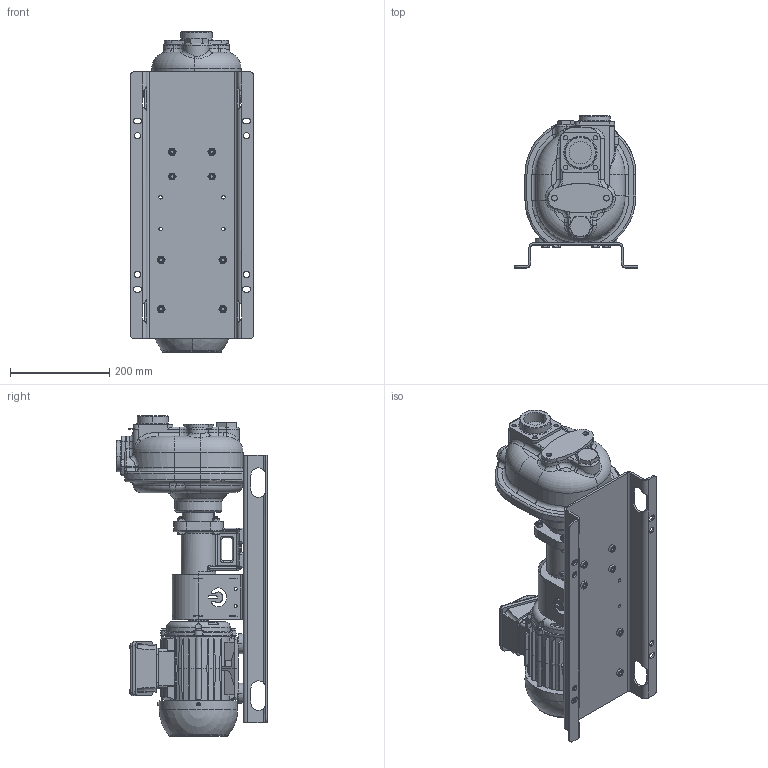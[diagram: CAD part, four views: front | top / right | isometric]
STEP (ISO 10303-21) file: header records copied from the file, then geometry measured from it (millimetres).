
FILE_DESCRIPTION((''),'2;1');
FILE_NAME('S_41_K_BIT','2018-10-26T10:03:46',('Nicola'),(''),'CREO PARAMETRIC BY PTC INC, 2017110','CREO PARAMETRIC BY PTC INC, 2017110','');
FILE_SCHEMA(('CONFIG_CONTROL_DESIGN'));
Products named in the file (1): S_41_K_BIT
Bounding box: 250 x 306 x 647.3 mm (x, y, z)
Volume: 10704034.5 mm3; surface area: 952550.3 mm2
Topology: 1 solids, 1 shells, 2898 faces, 7493 edges, 4724 vertices
Faces by surface type: plane 1635, cylinder 556, cone 451, torus 142, bspline 88, sphere 22, extrusion 4
Entity records: 111048 total; most frequent: CARTESIAN_POINT 41729, ORIENTED_EDGE 14982, DIRECTION 13613, EDGE_CURVE 7491, AXIS2_PLACEMENT_3D 4740, VERTEX_POINT 4724, VECTOR 4133, LINE 4129
